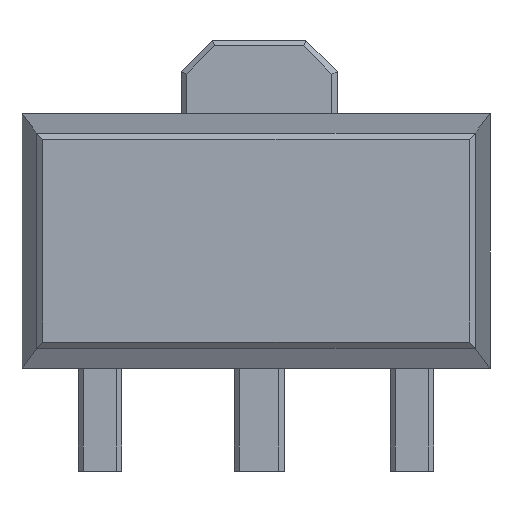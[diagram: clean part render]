
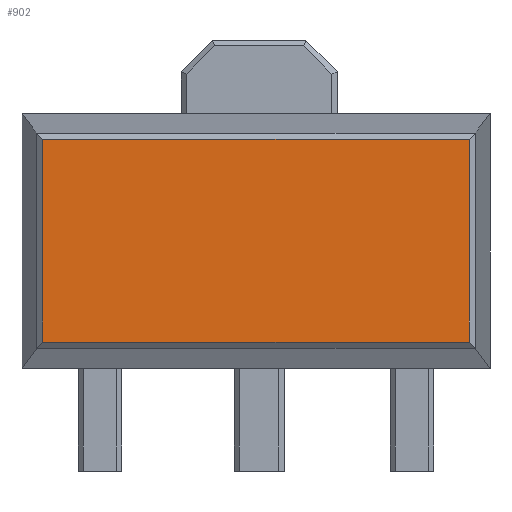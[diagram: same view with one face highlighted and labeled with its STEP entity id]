
A CAD part, top view. The second image highlights one B-rep face of the part: STEP entity #902.
In plain terms, the highlighted planar face has unit normal (0, 0, 1).
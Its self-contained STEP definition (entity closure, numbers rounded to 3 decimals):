
#100=FACE_OUTER_BOUND('',#151,.T.);
#151=EDGE_LOOP('',(#740,#741,#742,#743));
#237=LINE('',#1464,#352);
#239=LINE('',#1468,#354);
#243=LINE('',#1475,#358);
#246=LINE('',#1480,#361);
#352=VECTOR('',#1199,10.);
#354=VECTOR('',#1203,10.);
#358=VECTOR('',#1209,10.);
#361=VECTOR('',#1214,10.);
#447=VERTEX_POINT('',#1461);
#448=VERTEX_POINT('',#1463);
#449=VERTEX_POINT('',#1467);
#451=VERTEX_POINT('',#1474);
#541=EDGE_CURVE('',#447,#448,#237,.T.);
#543=EDGE_CURVE('',#448,#449,#239,.T.);
#547=EDGE_CURVE('',#449,#451,#243,.T.);
#550=EDGE_CURVE('',#451,#447,#246,.T.);
#740=ORIENTED_EDGE('',*,*,#541,.F.);
#741=ORIENTED_EDGE('',*,*,#550,.F.);
#742=ORIENTED_EDGE('',*,*,#547,.F.);
#743=ORIENTED_EDGE('',*,*,#543,.F.);
#851=PLANE('',#1026);
#902=ADVANCED_FACE('',(#100),#851,.T.);
#1026=AXIS2_PLACEMENT_3D('',#1490,#1224,#1225);
#1199=DIRECTION('',(1.,0.,0.));
#1203=DIRECTION('',(0.,-1.,0.));
#1209=DIRECTION('',(-1.,0.,0.));
#1214=DIRECTION('',(0.,1.,0.));
#1224=DIRECTION('center_axis',(0.,0.,1.));
#1225=DIRECTION('ref_axis',(1.,0.,0.));
#1461=CARTESIAN_POINT('',(-2.08,1.05,1.5));
#1463=CARTESIAN_POINT('',(2.02,1.05,1.5));
#1464=CARTESIAN_POINT('',(-2.08,1.05,1.5));
#1467=CARTESIAN_POINT('',(2.02,-0.9,1.5));
#1468=CARTESIAN_POINT('',(2.02,1.05,1.5));
#1474=CARTESIAN_POINT('',(-2.08,-0.9,1.5));
#1475=CARTESIAN_POINT('',(2.02,-0.9,1.5));
#1480=CARTESIAN_POINT('',(-2.08,-0.9,1.5));
#1490=CARTESIAN_POINT('Origin',(-2.09,0.075,1.5));
